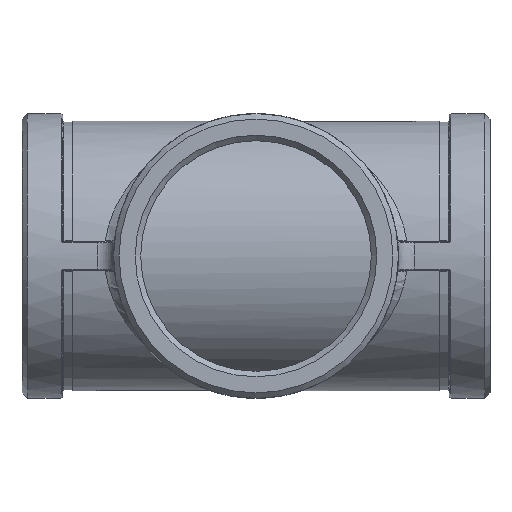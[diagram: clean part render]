
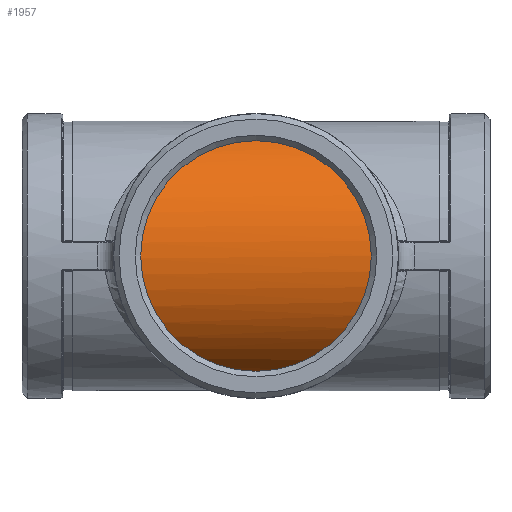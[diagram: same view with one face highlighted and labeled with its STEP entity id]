
A CAD part, front view. The second image highlights one B-rep face of the part: STEP entity #1957.
In plain terms, the highlighted cylindrical face has radius 33.25 mm (diameter 66.5 mm), a partial arc.
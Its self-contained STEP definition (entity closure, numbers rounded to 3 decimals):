
#278=B_SPLINE_CURVE_WITH_KNOTS('',3,(#3124,#3125,#3126,#3127,#3128,#3129,
#3130,#3131,#3132,#3133,#3134,#3135,#3136,#3137,#3138,#3139,#3140,#3141,
#3142,#3143,#3144,#3145,#3146,#3147,#3148,#3149,#3150,#3151,#3152,#3153,
#3154,#3155,#3156,#3157,#3158,#3159,#3160,#3161,#3162,#3163,#3164,#3165,
#3166,#3167,#3168,#3169,#3170,#3171,#3172,#3173,#3174,#3175,#3176,#3177,
#3178,#3179,#3180,#3181,#3182,#3183,#3184,#3185,#3186,#3187,#3188,#3189),
 .UNSPECIFIED.,.T.,.F.,(4,2,2,2,2,2,2,2,2,2,2,2,2,2,2,2,2,2,2,2,2,2,2,2,
2,2,2,2,2,2,2,2,4),(0.,0.668,1.335,2.003,
2.671,3.285,3.9,4.514,5.128,
5.742,6.357,6.971,7.585,8.253,
8.921,9.588,10.256,10.924,11.592,
12.259,12.927,13.541,14.156,14.77,
15.384,15.999,16.613,17.227,17.842,
18.509,19.177,19.845,20.512),
 .UNSPECIFIED.);
#336=CYLINDRICAL_SURFACE('',#2114,33.25);
#389=FACE_OUTER_BOUND('',#532,.T.);
#532=EDGE_LOOP('',(#1342));
#858=VERTEX_POINT('',#3123);
#1041=EDGE_CURVE('',#858,#858,#278,.T.);
#1342=ORIENTED_EDGE('',*,*,#1041,.F.);
#1957=ADVANCED_FACE('',(#389),#336,.T.);
#2114=AXIS2_PLACEMENT_3D('',#3122,#2414,#2415);
#2414=DIRECTION('center_axis',(1.,0.,0.));
#2415=DIRECTION('ref_axis',(0.,-1.,0.));
#3122=CARTESIAN_POINT('Origin',(0.,0.,0.));
#3123=CARTESIAN_POINT('',(0.,-13.692,30.3));
#3124=CARTESIAN_POINT('Ctrl Pts',(0.,-13.692,
30.3));
#3125=CARTESIAN_POINT('Ctrl Pts',(2.226,-13.692,30.3));
#3126=CARTESIAN_POINT('Ctrl Pts',(4.278,-14.234,30.063));
#3127=CARTESIAN_POINT('Ctrl Pts',(8.193,-15.856,29.24));
#3128=CARTESIAN_POINT('Ctrl Pts',(10.055,-16.934,28.649));
#3129=CARTESIAN_POINT('Ctrl Pts',(13.642,-19.281,27.125));
#3130=CARTESIAN_POINT('Ctrl Pts',(15.357,-20.55,26.192));
#3131=CARTESIAN_POINT('Ctrl Pts',(18.574,-23.053,24.018));
#3132=CARTESIAN_POINT('Ctrl Pts',(20.073,-24.287,22.777));
#3133=CARTESIAN_POINT('Ctrl Pts',(22.669,-26.475,20.181));
#3134=CARTESIAN_POINT('Ctrl Pts',(23.873,-27.516,18.757));
#3135=CARTESIAN_POINT('Ctrl Pts',(26.051,-29.425,15.593));
#3136=CARTESIAN_POINT('Ctrl Pts',(27.024,-30.293,13.852));
#3137=CARTESIAN_POINT('Ctrl Pts',(28.623,-31.727,10.143));
#3138=CARTESIAN_POINT('Ctrl Pts',(29.251,-32.296,8.171));
#3139=CARTESIAN_POINT('Ctrl Pts',(30.089,-33.058,4.123));
#3140=CARTESIAN_POINT('Ctrl Pts',(30.3,-33.25,2.048));
#3141=CARTESIAN_POINT('Ctrl Pts',(30.3,-33.25,-2.048));
#3142=CARTESIAN_POINT('Ctrl Pts',(30.089,-33.058,-4.123));
#3143=CARTESIAN_POINT('Ctrl Pts',(29.251,-32.296,-8.171));
#3144=CARTESIAN_POINT('Ctrl Pts',(28.623,-31.727,-10.143));
#3145=CARTESIAN_POINT('Ctrl Pts',(27.024,-30.293,-13.852));
#3146=CARTESIAN_POINT('Ctrl Pts',(26.051,-29.425,-15.593));
#3147=CARTESIAN_POINT('Ctrl Pts',(23.873,-27.516,-18.757));
#3148=CARTESIAN_POINT('Ctrl Pts',(22.669,-26.475,-20.181));
#3149=CARTESIAN_POINT('Ctrl Pts',(20.073,-24.287,-22.777));
#3150=CARTESIAN_POINT('Ctrl Pts',(18.574,-23.053,-24.018));
#3151=CARTESIAN_POINT('Ctrl Pts',(15.357,-20.55,-26.192));
#3152=CARTESIAN_POINT('Ctrl Pts',(13.642,-19.281,-27.125));
#3153=CARTESIAN_POINT('Ctrl Pts',(10.055,-16.934,-28.649));
#3154=CARTESIAN_POINT('Ctrl Pts',(8.193,-15.856,-29.24));
#3155=CARTESIAN_POINT('Ctrl Pts',(4.278,-14.234,-30.063));
#3156=CARTESIAN_POINT('Ctrl Pts',(2.226,-13.692,-30.3));
#3157=CARTESIAN_POINT('Ctrl Pts',(-2.226,-13.692,-30.3));
#3158=CARTESIAN_POINT('Ctrl Pts',(-4.278,-14.234,-30.063));
#3159=CARTESIAN_POINT('Ctrl Pts',(-8.193,-15.856,-29.24));
#3160=CARTESIAN_POINT('Ctrl Pts',(-10.055,-16.934,-28.649));
#3161=CARTESIAN_POINT('Ctrl Pts',(-13.642,-19.281,-27.125));
#3162=CARTESIAN_POINT('Ctrl Pts',(-15.357,-20.55,-26.192));
#3163=CARTESIAN_POINT('Ctrl Pts',(-18.574,-23.053,-24.018));
#3164=CARTESIAN_POINT('Ctrl Pts',(-20.073,-24.287,-22.777));
#3165=CARTESIAN_POINT('Ctrl Pts',(-22.669,-26.475,-20.181));
#3166=CARTESIAN_POINT('Ctrl Pts',(-23.873,-27.516,-18.757));
#3167=CARTESIAN_POINT('Ctrl Pts',(-26.051,-29.425,-15.593));
#3168=CARTESIAN_POINT('Ctrl Pts',(-27.024,-30.293,-13.852));
#3169=CARTESIAN_POINT('Ctrl Pts',(-28.623,-31.727,-10.143));
#3170=CARTESIAN_POINT('Ctrl Pts',(-29.251,-32.296,-8.171));
#3171=CARTESIAN_POINT('Ctrl Pts',(-30.089,-33.058,-4.123));
#3172=CARTESIAN_POINT('Ctrl Pts',(-30.3,-33.25,-2.048));
#3173=CARTESIAN_POINT('Ctrl Pts',(-30.3,-33.25,2.048));
#3174=CARTESIAN_POINT('Ctrl Pts',(-30.089,-33.058,4.123));
#3175=CARTESIAN_POINT('Ctrl Pts',(-29.251,-32.296,8.171));
#3176=CARTESIAN_POINT('Ctrl Pts',(-28.623,-31.727,10.143));
#3177=CARTESIAN_POINT('Ctrl Pts',(-27.024,-30.293,13.852));
#3178=CARTESIAN_POINT('Ctrl Pts',(-26.051,-29.425,15.593));
#3179=CARTESIAN_POINT('Ctrl Pts',(-23.873,-27.516,18.757));
#3180=CARTESIAN_POINT('Ctrl Pts',(-22.669,-26.475,20.181));
#3181=CARTESIAN_POINT('Ctrl Pts',(-20.073,-24.287,22.777));
#3182=CARTESIAN_POINT('Ctrl Pts',(-18.574,-23.053,24.018));
#3183=CARTESIAN_POINT('Ctrl Pts',(-15.357,-20.55,26.192));
#3184=CARTESIAN_POINT('Ctrl Pts',(-13.642,-19.281,27.125));
#3185=CARTESIAN_POINT('Ctrl Pts',(-10.055,-16.934,28.649));
#3186=CARTESIAN_POINT('Ctrl Pts',(-8.193,-15.856,29.24));
#3187=CARTESIAN_POINT('Ctrl Pts',(-4.278,-14.234,30.063));
#3188=CARTESIAN_POINT('Ctrl Pts',(-2.226,-13.692,30.3));
#3189=CARTESIAN_POINT('Ctrl Pts',(0.,-13.692,
30.3));
